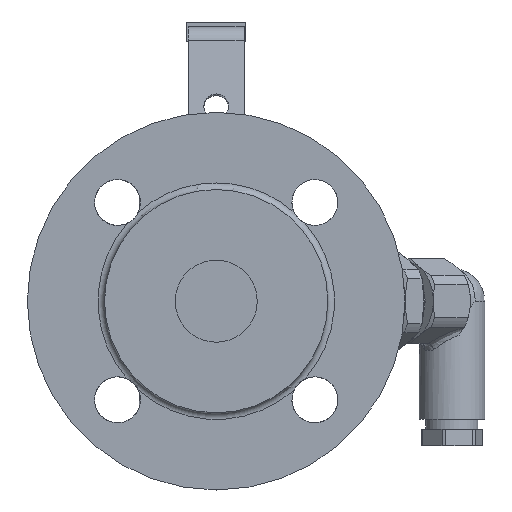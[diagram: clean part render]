
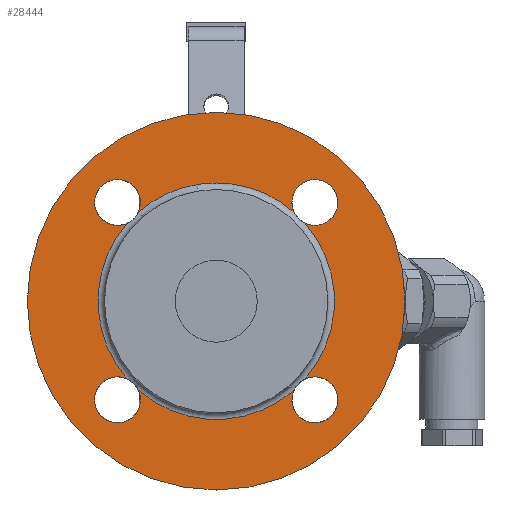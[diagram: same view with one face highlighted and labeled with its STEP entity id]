
A CAD part, left-side view. The second image highlights one B-rep face of the part: STEP entity #28444.
In plain terms, the highlighted planar face has unit normal (-1, 0, 0).
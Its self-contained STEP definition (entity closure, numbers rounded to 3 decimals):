
#2800=FACE_BOUND('',#5852,.T.);
#3060=PLANE('',#30673);
#4017=FACE_OUTER_BOUND('',#5851,.T.);
#5851=EDGE_LOOP('',(#20855));
#5852=EDGE_LOOP('',(#20856,#20857,#20858,#20859,#20860,#20861,#20862,#20863,
#20864,#20865,#20866,#20867,#20868));
#10477=CIRCLE('',#30674,57.5);
#10478=CIRCLE('',#30675,36.);
#10479=CIRCLE('',#30676,7.);
#10480=CIRCLE('',#30677,7.);
#10481=CIRCLE('',#30678,36.);
#10482=CIRCLE('',#30679,7.);
#10483=CIRCLE('',#30680,7.);
#10484=CIRCLE('',#30681,36.);
#10485=CIRCLE('',#30682,7.);
#10486=CIRCLE('',#30683,7.);
#10487=CIRCLE('',#30684,36.);
#10488=CIRCLE('',#30685,36.);
#10489=CIRCLE('',#30686,7.);
#10490=CIRCLE('',#30687,7.);
#12198=VERTEX_POINT('',#46217);
#12199=VERTEX_POINT('',#46219);
#12200=VERTEX_POINT('',#46220);
#12201=VERTEX_POINT('',#46222);
#12202=VERTEX_POINT('',#46224);
#12203=VERTEX_POINT('',#46226);
#12204=VERTEX_POINT('',#46228);
#12205=VERTEX_POINT('',#46230);
#12206=VERTEX_POINT('',#46232);
#12207=VERTEX_POINT('',#46234);
#12208=VERTEX_POINT('',#46236);
#12209=VERTEX_POINT('',#46238);
#12210=VERTEX_POINT('',#46240);
#12211=VERTEX_POINT('',#46242);
#15360=EDGE_CURVE('',#12198,#12198,#10477,.T.);
#15361=EDGE_CURVE('',#12199,#12200,#10478,.T.);
#15362=EDGE_CURVE('',#12199,#12201,#10479,.T.);
#15363=EDGE_CURVE('',#12201,#12202,#10480,.T.);
#15364=EDGE_CURVE('',#12203,#12202,#10481,.T.);
#15365=EDGE_CURVE('',#12203,#12204,#10482,.T.);
#15366=EDGE_CURVE('',#12204,#12205,#10483,.T.);
#15367=EDGE_CURVE('',#12206,#12205,#10484,.T.);
#15368=EDGE_CURVE('',#12206,#12207,#10485,.T.);
#15369=EDGE_CURVE('',#12207,#12208,#10486,.T.);
#15370=EDGE_CURVE('',#12209,#12208,#10487,.T.);
#15371=EDGE_CURVE('',#12210,#12209,#10488,.T.);
#15372=EDGE_CURVE('',#12210,#12211,#10489,.T.);
#15373=EDGE_CURVE('',#12211,#12200,#10490,.T.);
#20855=ORIENTED_EDGE('',*,*,#15360,.F.);
#20856=ORIENTED_EDGE('',*,*,#15361,.F.);
#20857=ORIENTED_EDGE('',*,*,#15362,.T.);
#20858=ORIENTED_EDGE('',*,*,#15363,.T.);
#20859=ORIENTED_EDGE('',*,*,#15364,.F.);
#20860=ORIENTED_EDGE('',*,*,#15365,.T.);
#20861=ORIENTED_EDGE('',*,*,#15366,.T.);
#20862=ORIENTED_EDGE('',*,*,#15367,.F.);
#20863=ORIENTED_EDGE('',*,*,#15368,.T.);
#20864=ORIENTED_EDGE('',*,*,#15369,.T.);
#20865=ORIENTED_EDGE('',*,*,#15370,.F.);
#20866=ORIENTED_EDGE('',*,*,#15371,.F.);
#20867=ORIENTED_EDGE('',*,*,#15372,.T.);
#20868=ORIENTED_EDGE('',*,*,#15373,.T.);
#28444=ADVANCED_FACE('',(#4017,#2800),#3060,.F.);
#30673=AXIS2_PLACEMENT_3D('',#46216,#35221,#35222);
#30674=AXIS2_PLACEMENT_3D('',#46218,#35223,#35224);
#30675=AXIS2_PLACEMENT_3D('',#46221,#35225,#35226);
#30676=AXIS2_PLACEMENT_3D('',#46223,#35227,#35228);
#30677=AXIS2_PLACEMENT_3D('',#46225,#35229,#35230);
#30678=AXIS2_PLACEMENT_3D('',#46227,#35231,#35232);
#30679=AXIS2_PLACEMENT_3D('',#46229,#35233,#35234);
#30680=AXIS2_PLACEMENT_3D('',#46231,#35235,#35236);
#30681=AXIS2_PLACEMENT_3D('',#46233,#35237,#35238);
#30682=AXIS2_PLACEMENT_3D('',#46235,#35239,#35240);
#30683=AXIS2_PLACEMENT_3D('',#46237,#35241,#35242);
#30684=AXIS2_PLACEMENT_3D('',#46239,#35243,#35244);
#30685=AXIS2_PLACEMENT_3D('',#46241,#35245,#35246);
#30686=AXIS2_PLACEMENT_3D('',#46243,#35247,#35248);
#30687=AXIS2_PLACEMENT_3D('',#46244,#35249,#35250);
#35221=DIRECTION('center_axis',(1.,0.,0.));
#35222=DIRECTION('ref_axis',(0.,0.,
-1.));
#35223=DIRECTION('center_axis',(1.,0.,0.));
#35224=DIRECTION('ref_axis',(0.,0.,
-1.));
#35225=DIRECTION('center_axis',(-1.,0.,0.));
#35226=DIRECTION('ref_axis',(0.,0.,
-1.));
#35227=DIRECTION('center_axis',(1.,0.,0.));
#35228=DIRECTION('ref_axis',(0.,0.,
-1.));
#35229=DIRECTION('center_axis',(1.,0.,0.));
#35230=DIRECTION('ref_axis',(0.,0.,
-1.));
#35231=DIRECTION('center_axis',(-1.,0.,0.));
#35232=DIRECTION('ref_axis',(0.,0.,
-1.));
#35233=DIRECTION('center_axis',(1.,0.,0.));
#35234=DIRECTION('ref_axis',(0.,1.,0.));
#35235=DIRECTION('center_axis',(1.,0.,0.));
#35236=DIRECTION('ref_axis',(0.,1.,0.));
#35237=DIRECTION('center_axis',(-1.,0.,0.));
#35238=DIRECTION('ref_axis',(0.,0.,
-1.));
#35239=DIRECTION('center_axis',(1.,0.,0.));
#35240=DIRECTION('ref_axis',(0.,0.,
1.));
#35241=DIRECTION('center_axis',(1.,0.,0.));
#35242=DIRECTION('ref_axis',(0.,0.,
1.));
#35243=DIRECTION('center_axis',(-1.,0.,0.));
#35244=DIRECTION('ref_axis',(0.,0.,
-1.));
#35245=DIRECTION('center_axis',(-1.,0.,0.));
#35246=DIRECTION('ref_axis',(0.,0.,
-1.));
#35247=DIRECTION('center_axis',(1.,0.,0.));
#35248=DIRECTION('ref_axis',(0.,-1.,0.));
#35249=DIRECTION('center_axis',(1.,0.,0.));
#35250=DIRECTION('ref_axis',(0.,-1.,0.));
#46216=CARTESIAN_POINT('Origin',(-159.036,18.833,-1.517));
#46217=CARTESIAN_POINT('',(-159.036,18.833,55.983));
#46218=CARTESIAN_POINT('Origin',(-159.036,18.833,-1.517));
#46219=CARTESIAN_POINT('',(-159.036,-8.257,-25.227));
#46220=CARTESIAN_POINT('',(-159.036,-8.257,22.193));
#46221=CARTESIAN_POINT('Origin',(-159.036,18.833,-1.517));
#46222=CARTESIAN_POINT('',(-159.036,-11.219,-24.569));
#46223=CARTESIAN_POINT('Origin',(-159.036,-11.219,-31.569));
#46224=CARTESIAN_POINT('',(-159.036,-4.877,-28.607));
#46225=CARTESIAN_POINT('Origin',(-159.036,-11.219,-31.569));
#46226=CARTESIAN_POINT('',(-159.036,42.543,-28.607));
#46227=CARTESIAN_POINT('Origin',(-159.036,18.833,-1.517));
#46228=CARTESIAN_POINT('',(-159.036,41.885,-31.569));
#46229=CARTESIAN_POINT('Origin',(-159.036,48.885,-31.569));
#46230=CARTESIAN_POINT('',(-159.036,45.922,-25.227));
#46231=CARTESIAN_POINT('Origin',(-159.036,48.885,-31.569));
#46232=CARTESIAN_POINT('',(-159.036,45.922,22.193));
#46233=CARTESIAN_POINT('Origin',(-159.036,18.833,-1.517));
#46234=CARTESIAN_POINT('',(-159.036,48.885,21.535));
#46235=CARTESIAN_POINT('Origin',(-159.036,48.885,28.535));
#46236=CARTESIAN_POINT('',(-159.036,42.543,25.573));
#46237=CARTESIAN_POINT('Origin',(-159.036,48.885,28.535));
#46238=CARTESIAN_POINT('',(-159.036,18.833,34.483));
#46239=CARTESIAN_POINT('Origin',(-159.036,18.833,-1.517));
#46240=CARTESIAN_POINT('',(-159.036,-4.877,25.573));
#46241=CARTESIAN_POINT('Origin',(-159.036,18.833,-1.517));
#46242=CARTESIAN_POINT('',(-159.036,-4.219,28.535));
#46243=CARTESIAN_POINT('Origin',(-159.036,-11.219,28.535));
#46244=CARTESIAN_POINT('Origin',(-159.036,-11.219,28.535));
